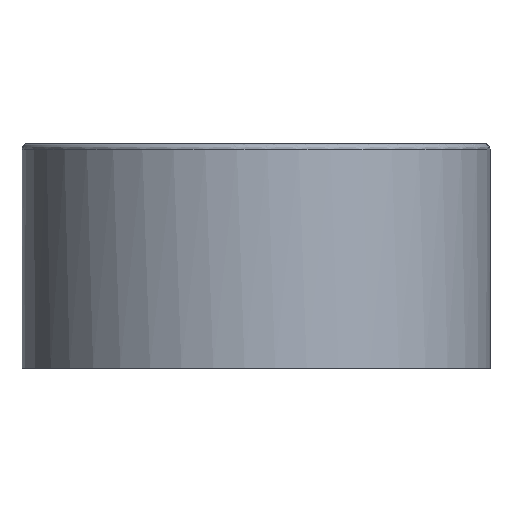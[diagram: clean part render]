
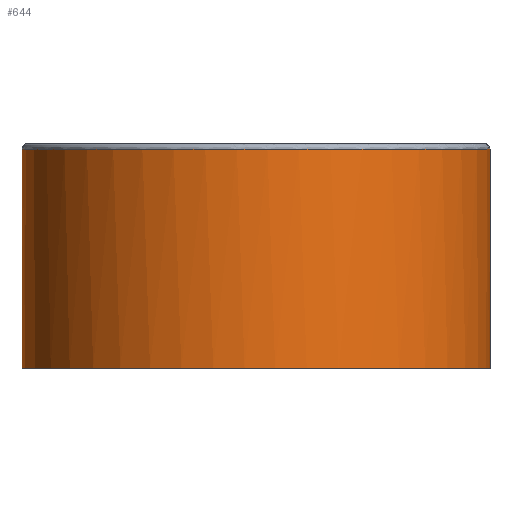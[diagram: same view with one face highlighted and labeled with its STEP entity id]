
A CAD part, front view. The second image highlights one B-rep face of the part: STEP entity #644.
In plain terms, the highlighted free-form (B-spline) face has degree [2, 1] with [5, 2] control points.
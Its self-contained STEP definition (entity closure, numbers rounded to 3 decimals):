
#304 = VERTEX_POINT('',#305);
#305 = CARTESIAN_POINT('',(-68.885,0.,64.476));
#306 = VERTEX_POINT('',#307);
#307 = CARTESIAN_POINT('',(68.885,0.,
    64.476));
#396 = EDGE_CURVE('',#306,#397,#399,.T.);
#397 = VERTEX_POINT('',#398);
#398 = CARTESIAN_POINT('',(68.885,0.,0.));
#399 = B_SPLINE_CURVE_WITH_KNOTS('',1,(#400,#401),.UNSPECIFIED.,.F.,.F.,
  (2,2),(1.5,60.),.PIECEWISE_BEZIER_KNOTS.);
#400 = CARTESIAN_POINT('',(68.885,0.,
    64.476));
#401 = CARTESIAN_POINT('',(68.885,0.,0.));
#404 = VERTEX_POINT('',#405);
#405 = CARTESIAN_POINT('',(-68.885,0.,0.));
#413 = EDGE_CURVE('',#304,#404,#414,.T.);
#414 = B_SPLINE_CURVE_WITH_KNOTS('',1,(#415,#416),.UNSPECIFIED.,.F.,.F.,
  (2,2),(1.5,60.),.PIECEWISE_BEZIER_KNOTS.);
#415 = CARTESIAN_POINT('',(-68.885,0.,64.476));
#416 = CARTESIAN_POINT('',(-68.885,0.,0.));
#483 = EDGE_CURVE('',#404,#397,#484,.T.);
#484 = ( BOUNDED_CURVE() B_SPLINE_CURVE(2,(#485,#486,#487,#488,#489),
.UNSPECIFIED.,.F.,.F.) B_SPLINE_CURVE_WITH_KNOTS((3,2,3),(3.142,
4.712,6.283),.PIECEWISE_BEZIER_KNOTS.) CURVE() 
GEOMETRIC_REPRESENTATION_ITEM() RATIONAL_B_SPLINE_CURVE((1.,
0.707,1.,0.707,1.)) REPRESENTATION_ITEM('') );
#485 = CARTESIAN_POINT('',(-68.885,0.,0.));
#486 = CARTESIAN_POINT('',(-68.885,-68.885,0.));
#487 = CARTESIAN_POINT('',(0.,-68.885,0.));
#488 = CARTESIAN_POINT('',(68.885,-68.885,0.));
#489 = CARTESIAN_POINT('',(68.885,0.,0.));
#644 = ADVANCED_FACE('',(#645),#658,.T.);
#645 = FACE_BOUND('',#646,.T.);
#646 = EDGE_LOOP('',(#647,#648,#656,#657));
#647 = ORIENTED_EDGE('',*,*,#396,.F.);
#648 = ORIENTED_EDGE('',*,*,#649,.T.);
#649 = EDGE_CURVE('',#306,#304,#650,.T.);
#650 = ( BOUNDED_CURVE() B_SPLINE_CURVE(2,(#651,#652,#653,#654,#655),
.UNSPECIFIED.,.F.,.F.) B_SPLINE_CURVE_WITH_KNOTS((3,2,3),(0.,
1.571,3.142),.PIECEWISE_BEZIER_KNOTS.) CURVE() 
GEOMETRIC_REPRESENTATION_ITEM() RATIONAL_B_SPLINE_CURVE((1.,
0.707,1.,0.707,1.)) REPRESENTATION_ITEM('') );
#651 = CARTESIAN_POINT('',(68.885,0.,64.476));
#652 = CARTESIAN_POINT('',(68.885,-68.885,
    64.476));
#653 = CARTESIAN_POINT('',(0.,-68.885,
    64.476));
#654 = CARTESIAN_POINT('',(-68.885,-68.885,
    64.476));
#655 = CARTESIAN_POINT('',(-68.885,0.,
    64.476));
#656 = ORIENTED_EDGE('',*,*,#413,.T.);
#657 = ORIENTED_EDGE('',*,*,#483,.T.);
#658 = ( BOUNDED_SURFACE() B_SPLINE_SURFACE(2,1,(
    (#659,#660)
    ,(#661,#662)
    ,(#663,#664)
    ,(#665,#666)
,(#667,#668
    )),.UNSPECIFIED.,.F.,.F.,.F.) B_SPLINE_SURFACE_WITH_KNOTS((3,2,3),(2
    ,2),(3.142,4.712,6.283),(1.5,60.),
.PIECEWISE_BEZIER_KNOTS.) GEOMETRIC_REPRESENTATION_ITEM() 
RATIONAL_B_SPLINE_SURFACE((
    (1.,1.)
    ,(0.707,0.707)
    ,(1.,1.)
    ,(0.707,0.707)
,(1.,1.))) REPRESENTATION_ITEM('') SURFACE() );
#659 = CARTESIAN_POINT('',(68.885,0.,
    64.476));
#660 = CARTESIAN_POINT('',(68.885,0.,0.));
#661 = CARTESIAN_POINT('',(68.885,-68.885,
    64.476));
#662 = CARTESIAN_POINT('',(68.885,-68.885,0.));
#663 = CARTESIAN_POINT('',(0.,-68.885,
    64.476));
#664 = CARTESIAN_POINT('',(0.,-68.885,0.));
#665 = CARTESIAN_POINT('',(-68.885,-68.885,
    64.476));
#666 = CARTESIAN_POINT('',(-68.885,-68.885,0.));
#667 = CARTESIAN_POINT('',(-68.885,0.,
    64.476));
#668 = CARTESIAN_POINT('',(-68.885,0.,0.));
